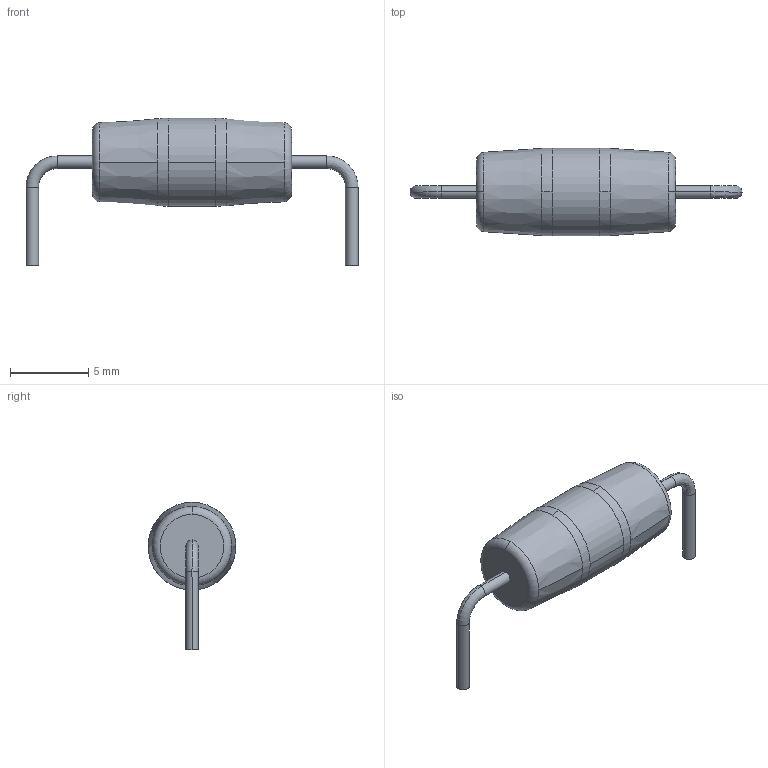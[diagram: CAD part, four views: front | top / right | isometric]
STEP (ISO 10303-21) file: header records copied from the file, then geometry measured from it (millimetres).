
FILE_DESCRIPTION((''),'2;1');
FILE_NAME('RES_WELWYN_W21.stp','2012-06-12T18:26:43',(''),(''),'Mechanical Desktop 2011','Mechanical Desktop 2011',', , ');
FILE_SCHEMA(('AUTOMOTIVE_DESIGN { 1 2 10303 214 1 1 1 1 }'));
Length unit declared in the file: millimetre
Products named in the file (1): Product
Bounding box: 21.18 x 5.6 x 9.4 mm (x, y, z)
Volume: 298.3 mm3; surface area: 299.6 mm2
Topology: 3 solids, 3 shells, 32 faces, 76 edges, 50 vertices
Faces by surface type: bspline 11, torus 6, cylinder 6, plane 5, cone 4
Entity records: 1236 total; most frequent: CARTESIAN_POINT 422, DIRECTION 182, ORIENTED_EDGE 152, AXIS2_PLACEMENT_3D 84, EDGE_CURVE 76, CIRCLE 62, VERTEX_POINT 50, EDGE_LOOP 32
